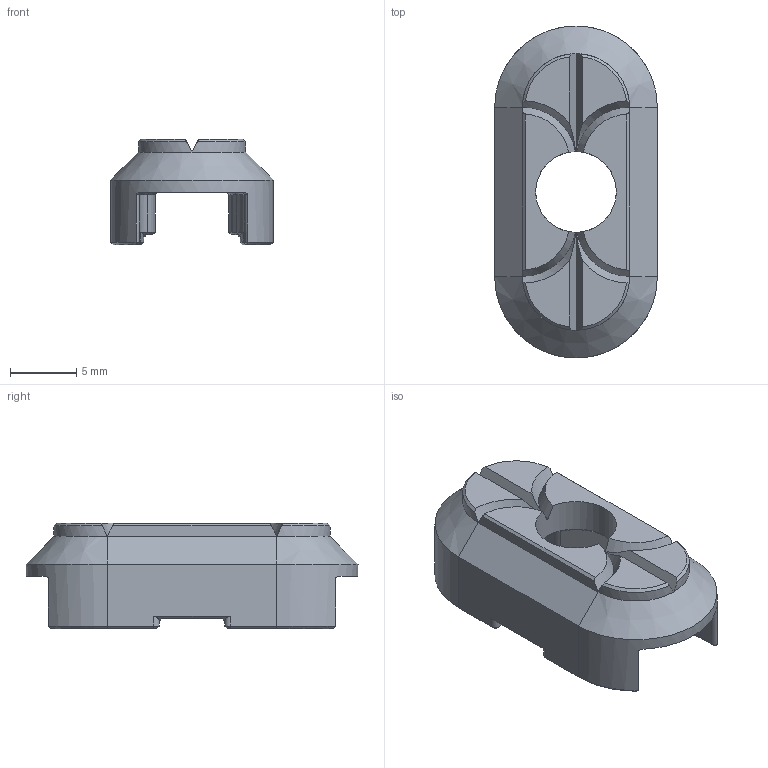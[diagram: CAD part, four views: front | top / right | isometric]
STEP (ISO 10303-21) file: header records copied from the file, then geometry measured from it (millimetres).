
FILE_DESCRIPTION(/* description */ (''),/* implementation_level */ '2;1');
FILE_NAME(/* name */ 'flip_chip_central.step',/* time_stamp */ '2025-11-21T19:37:22Z',/* author */ (''),/* organization */ (''),/* preprocessor_version */ 'ST-DEVELOPER v20.1',/* originating_system */ 'Autodesk Translation Framework v14.21.0.0',/* authorisation */ '');
FILE_SCHEMA (('AUTOMOTIVE_DESIGN { 1 0 10303 214 3 1 1 }'));
Length unit declared in the file: millimetre
Products named in the file (2): Teaspoon Telegraph V7; Flip Chip Centre V5
Assembly tree (1 placements, depth 2):
  Teaspoon Telegraph V7
    Flip Chip Centre V5
Bounding box: 12.3 x 25.1 x 8 mm (x, y, z)
Volume: 999.9 mm3; surface area: 1109.4 mm2
Topology: 1 solids, 1 shells, 199 faces, 496 edges, 298 vertices
Faces by surface type: cone 87, plane 77, cylinder 35
Full cylindrical faces by diameter (mm): 6.1 x1
Entity records: 5982 total; most frequent: CARTESIAN_POINT 1234, DIRECTION 1010, ORIENTED_EDGE 992, EDGE_CURVE 496, AXIS2_PLACEMENT_3D 388, VERTEX_POINT 298, LINE 234, VECTOR 234
